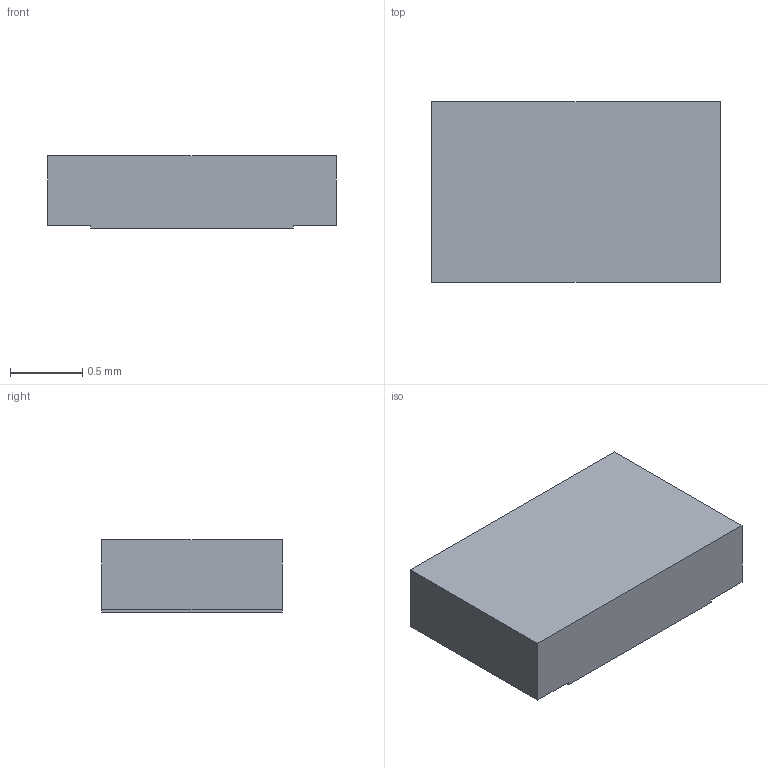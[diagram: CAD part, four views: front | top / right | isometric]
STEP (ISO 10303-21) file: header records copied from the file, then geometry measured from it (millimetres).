
FILE_DESCRIPTION(/* description */ ('RESISTENCIA 1K OHMS'),/* implementation_level */ '2;1');
FILE_NAME(/* name */ 'RES-SMD-125.stp',/* time_stamp */ '2020-10-02T08:28:41-03:00',/* author */ ('laguerre'),/* organization */ (''),/* preprocessor_version */ 'ST-DEVELOPER v17',/* originating_system */ 'Autodesk Inventor 2018',/* authorisation */ '');
FILE_SCHEMA (('AUTOMOTIVE_DESIGN { 1 0 10303 214 3 1 1 }'));
Length unit declared in the file: millimetre
Products named in the file (1): 4A-0126.05.75
Bounding box: 2 x 1.25 x 0.5 mm (x, y, z)
Volume: 1.2 mm3; surface area: 8.3 mm2
Topology: 1 solids, 1 shells, 61 faces, 168 edges, 112 vertices
Faces by surface type: plane 36, bspline 25
Entity records: 2183 total; most frequent: CARTESIAN_POINT 740, ORIENTED_EDGE 336, DIRECTION 192, EDGE_CURVE 168, LINE 118, VECTOR 118, VERTEX_POINT 112, EDGE_LOOP 64
